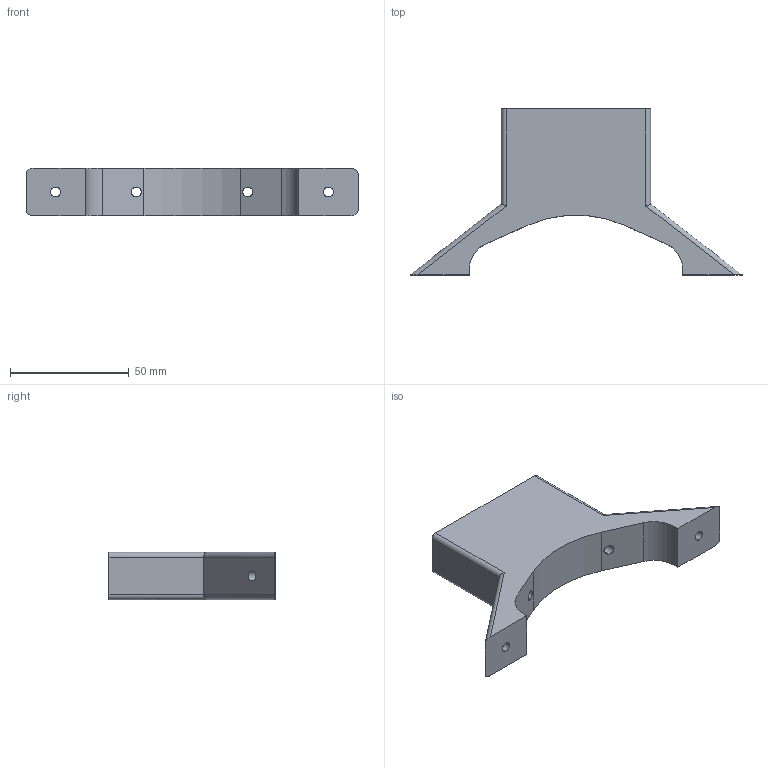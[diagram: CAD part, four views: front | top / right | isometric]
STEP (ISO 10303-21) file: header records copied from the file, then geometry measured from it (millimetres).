
FILE_DESCRIPTION (( 'STEP AP214' ), '1' );
FILE_NAME ('ToolBench.STEP', '2020-01-21T21:34:56', ( '' ), ( '' ), 'SwSTEP 2.0', 'SolidWorks 2016', '' );
FILE_SCHEMA (( 'AUTOMOTIVE_DESIGN' ));
Length unit declared in the file: millimetre
Products named in the file (1): ToolBench
Bounding box: 140 x 70 x 20 mm (x, y, z)
Volume: 75062.8 mm3; surface area: 16915.6 mm2
Topology: 1 solids, 1 shells, 32 faces, 86 edges, 56 vertices
Faces by surface type: cylinder 19, plane 13
Entity records: 1046 total; most frequent: CARTESIAN_POINT 223, ORIENTED_EDGE 172, DIRECTION 154, EDGE_CURVE 86, VERTEX_POINT 56, VECTOR 52, LINE 52, AXIS2_PLACEMENT_3D 51
